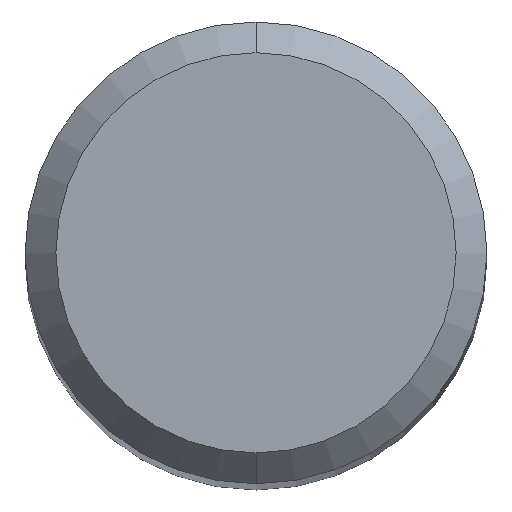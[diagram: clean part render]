
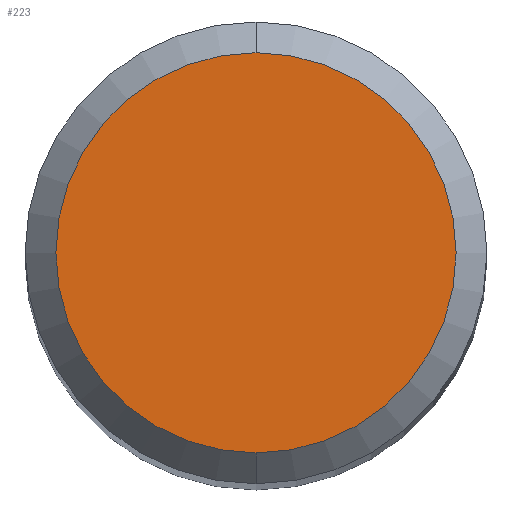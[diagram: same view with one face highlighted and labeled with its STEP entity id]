
A CAD part, top view. The second image highlights one B-rep face of the part: STEP entity #223.
In plain terms, the highlighted planar face has unit normal (0, 0, 1).
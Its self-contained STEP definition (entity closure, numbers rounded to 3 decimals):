
#223=ADVANCED_FACE('',(#535),#536,.T.);
#227=VERTEX_POINT('',#540);
#317=EDGE_CURVE('',#227,#335,#638,.T.);
#335=VERTEX_POINT('',#659);
#373=EDGE_CURVE('',#335,#227,#704,.T.);
#535=FACE_OUTER_BOUND('',#885,.T.);
#536=PLANE('',#886);
#540=CARTESIAN_POINT('',(0.0,2.6,0.0));
#638=CIRCLE('',#1062,2.6);
#659=CARTESIAN_POINT('',(0.,-2.6,0.0));
#704=CIRCLE('',#1208,2.6);
#885=EDGE_LOOP('',(#1514,#1515));
#886=AXIS2_PLACEMENT_3D('',#1516,#1517,#1518);
#1062=AXIS2_PLACEMENT_3D('',#1609,#1610,#1611);
#1208=AXIS2_PLACEMENT_3D('',#1721,#1722,#1723);
#1514=ORIENTED_EDGE('',*,*,#317,.F.);
#1515=ORIENTED_EDGE('',*,*,#373,.F.);
#1516=CARTESIAN_POINT('',(0.0,1.3,0.0));
#1517=DIRECTION('',(-0.0,0.0,1.0));
#1518=DIRECTION('',(0.0,-1.0,0.0));
#1609=CARTESIAN_POINT('',(0.0,0.0,0.0));
#1610=DIRECTION('',(0.0,0.0,-1.0));
#1611=DIRECTION('',(0.0,1.0,0.0));
#1721=CARTESIAN_POINT('',(0.0,0.0,0.0));
#1722=DIRECTION('',(0.0,0.0,-1.0));
#1723=DIRECTION('',(0.0,1.0,0.0));
